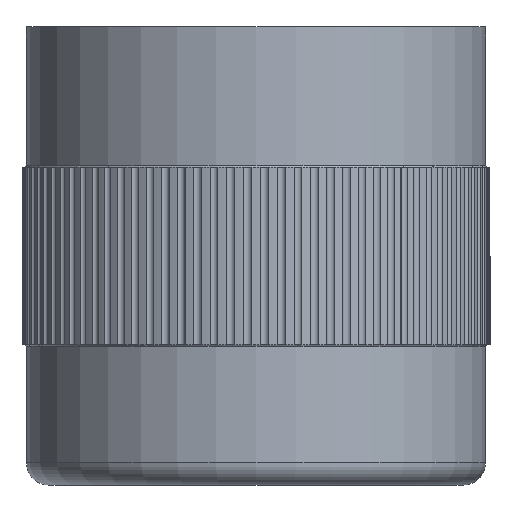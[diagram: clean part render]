
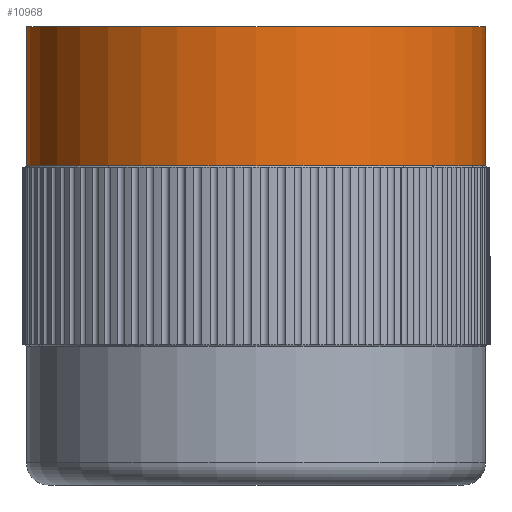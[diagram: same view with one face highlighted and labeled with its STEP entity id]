
A CAD part, front view. The second image highlights one B-rep face of the part: STEP entity #10968.
In plain terms, the highlighted cylindrical face has radius 16.447 mm (diameter 32.893 mm), a partial arc.
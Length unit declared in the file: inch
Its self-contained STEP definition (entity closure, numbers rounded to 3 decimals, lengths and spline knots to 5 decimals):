
#30 = EDGE_CURVE ( 'NONE', #2946, #2940, #10296, .T. ) ;
#359 = VERTEX_POINT ( 'NONE', #11527 ) ;
#907 = LINE ( 'NONE', #5449, #4384 ) ;
#1180 = LINE ( 'NONE', #11141, #11322 ) ;
#1895 = DIRECTION ( 'NONE',  ( 1., 0., 0. ) ) ;
#2046 = CARTESIAN_POINT ( 'NONE',  ( 0., 0., 0.646 ) ) ;
#2673 = ORIENTED_EDGE ( 'NONE', *, *, #3416, .F. ) ;
#2940 = VERTEX_POINT ( 'NONE', #11384 ) ;
#2946 = VERTEX_POINT ( 'NONE', #10219 ) ;
#3097 = DIRECTION ( 'NONE',  ( 0., 0., 1. ) ) ;
#3401 = DIRECTION ( 'NONE',  ( 1., 0., 0. ) ) ;
#3416 = EDGE_CURVE ( 'NONE', #12334, #359, #8484, .T. ) ;
#3636 = ORIENTED_EDGE ( 'NONE', *, *, #30, .T. ) ;
#4022 = AXIS2_PLACEMENT_3D ( 'NONE', #14061, #8554, #12979 ) ;
#4201 = ORIENTED_EDGE ( 'NONE', *, *, #10727, .T. ) ;
#4384 = VECTOR ( 'NONE', #9701, 39.37008 ) ;
#5449 = CARTESIAN_POINT ( 'NONE',  ( -0.6475, 0., 0.646 ) ) ;
#5588 = DIRECTION ( 'NONE',  ( 0., 0., 1. ) ) ;
#7429 = CYLINDRICAL_SURFACE ( 'NONE', #12938, 0.6475 ) ;
#8484 = CIRCLE ( 'NONE', #10350, 0.6475 ) ;
#8517 = FACE_OUTER_BOUND ( 'NONE', #10186, .T. ) ;
#8554 = DIRECTION ( 'NONE',  ( 0., 0., 1. ) ) ;
#8824 = DIRECTION ( 'NONE',  ( 0., 0., 1. ) ) ;
#9598 = CARTESIAN_POINT ( 'NONE',  ( -0.6475, 0., 0.646 ) ) ;
#9701 = DIRECTION ( 'NONE',  ( 0., 0., 1. ) ) ;
#10088 = ORIENTED_EDGE ( 'NONE', *, *, #10236, .F. ) ;
#10186 = EDGE_LOOP ( 'NONE', ( #10088, #3636, #4201, #2673 ) ) ;
#10219 = CARTESIAN_POINT ( 'NONE',  ( -0.6475, 0., 0.255 ) ) ;
#10236 = EDGE_CURVE ( 'NONE', #2946, #12334, #907, .T. ) ;
#10296 = CIRCLE ( 'NONE', #4022, 0.6475 ) ;
#10350 = AXIS2_PLACEMENT_3D ( 'NONE', #2046, #8824, #3401 ) ;
#10727 = EDGE_CURVE ( 'NONE', #2940, #359, #1180, .T. ) ;
#10968 = ADVANCED_FACE ( 'NONE', ( #8517 ), #7429, .T. ) ;
#11141 = CARTESIAN_POINT ( 'NONE',  ( 0.6475, 0., 0.646 ) ) ;
#11322 = VECTOR ( 'NONE', #5588, 39.37008 ) ;
#11384 = CARTESIAN_POINT ( 'NONE',  ( 0.6475, 0., 0.255 ) ) ;
#11527 = CARTESIAN_POINT ( 'NONE',  ( 0.6475, 0., 0.646 ) ) ;
#12334 = VERTEX_POINT ( 'NONE', #9598 ) ;
#12938 = AXIS2_PLACEMENT_3D ( 'NONE', #14093, #3097, #1895 ) ;
#12979 = DIRECTION ( 'NONE',  ( -1., 0., 0. ) ) ;
#14061 = CARTESIAN_POINT ( 'NONE',  ( 0., 0., 0.255 ) ) ;
#14093 = CARTESIAN_POINT ( 'NONE',  ( 0., 0., 0.646 ) ) ;
